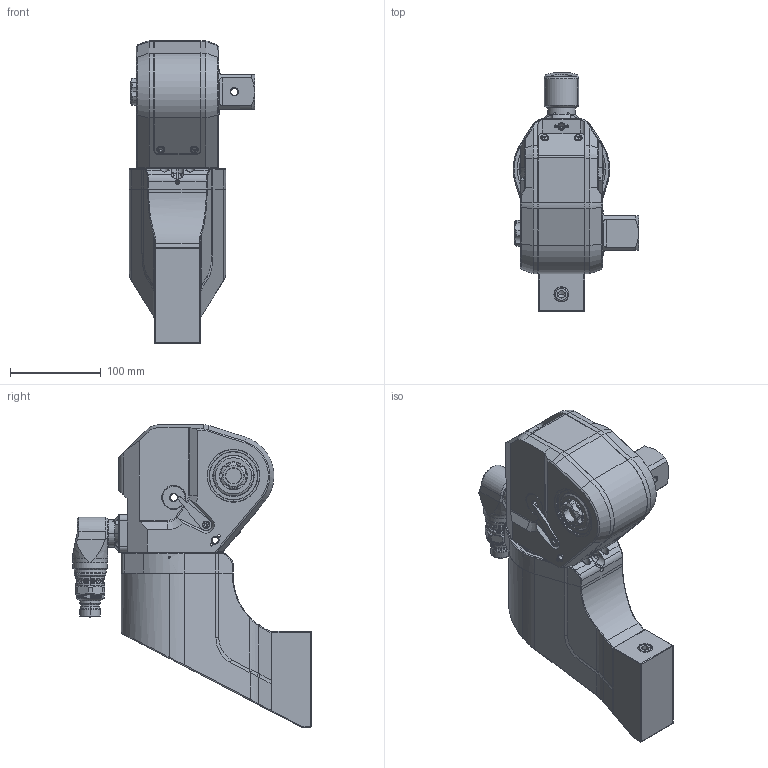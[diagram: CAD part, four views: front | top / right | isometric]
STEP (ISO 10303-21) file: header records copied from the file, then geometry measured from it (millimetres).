
FILE_DESCRIPTION (( 'STEP AP203' ), '1' );
FILE_NAME ('TF08 ToolFit-Adjustable.STEP', '2023-11-09T13:19:56', ( '' ), ( '' ), 'SwSTEP 2.0', 'SolidWorks 2023', '' );
FILE_SCHEMA (( 'CONFIG_CONTROL_DESIGN' ));
Length unit declared in the file: millimetre
Products named in the file (5): TF08 ToolFit - RArm; TF08 ToolFit-Adjustable; TF08 ToolFit - SqDrive; TFS.00001 Toolfit - Co-Axial [Size 2]; TF08 ToolFit - Housing
Assembly tree (4 placements, depth 2):
  TF08 ToolFit-Adjustable
    TF08 ToolFit - Housing
    TF08 ToolFit - RArm
    TF08 ToolFit - SqDrive
    TFS.00001 Toolfit - Co-Axial [Size 2]
Bounding box: 138.23 x 262.53 x 333.28 mm (x, y, z)
Surface area: 360865.7 mm2 (no closed solid volume)
Topology: 0 solids, 65 shells, 1158 faces, 3441 edges, 2297 vertices
Faces by surface type: cylinder 442, plane 352, cone 204, torus 95, bspline 57, sphere 8
Entity records: 50954 total; most frequent: CARTESIAN_POINT 20040, DIRECTION 6409, ORIENTED_EDGE 6089, EDGE_CURVE 3415, AXIS2_PLACEMENT_3D 2478, VERTEX_POINT 2297, LINE 1453, VECTOR 1453
